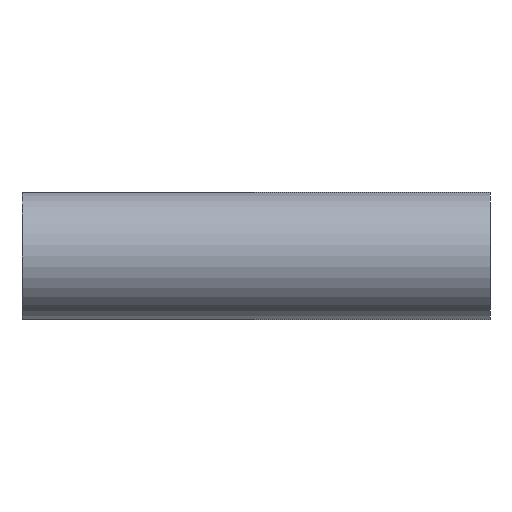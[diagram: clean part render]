
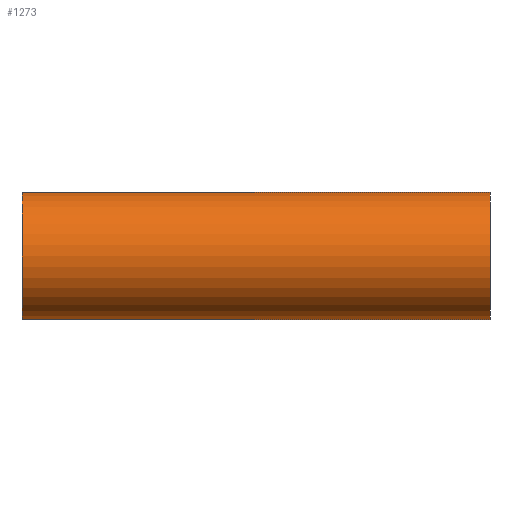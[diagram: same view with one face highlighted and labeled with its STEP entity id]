
A CAD part, left-side view. The second image highlights one B-rep face of the part: STEP entity #1273.
In plain terms, the highlighted cylindrical face has radius 9.5 mm (diameter 19 mm), a full revolution.
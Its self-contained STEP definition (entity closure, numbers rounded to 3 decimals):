
#985=CARTESIAN_POINT('',(0.,0.0,-9.5));
#986=VERTEX_POINT('',#985);
#994=CARTESIAN_POINT('',(0.,0.0,9.5));
#995=VERTEX_POINT('',#994);
#996=CARTESIAN_POINT('',(0.,0.0,0.0));
#997=DIRECTION('',(0.771,-0.637,0.));
#998=DIRECTION('',(0.637,0.771,0.0));
#999=AXIS2_PLACEMENT_3D('',#996,#997,#998);
#1000=ELLIPSE('',#999,14.916,9.5);
#1001=EDGE_CURVE('',#986,#995,#1000,.T.);
#1192=CARTESIAN_POINT('',(0.,0.0,0.0));
#1193=DIRECTION('',(0.771,0.637,0.));
#1194=DIRECTION('',(0.637,-0.771,0.0));
#1195=AXIS2_PLACEMENT_3D('',#1192,#1193,#1194);
#1196=ELLIPSE('',#1195,14.916,9.5);
#1197=EDGE_CURVE('',#995,#986,#1196,.T.);
#1242=CARTESIAN_POINT('',(0.,0.,0.0));
#1243=DIRECTION('',(0.,-1.0,0.0));
#1244=DIRECTION('',(1.0,0.0,0.0));
#1245=AXIS2_PLACEMENT_3D('',#1242,#1243,#1244);
#1246=CYLINDRICAL_SURFACE('',#1245,9.5);
#1247=CARTESIAN_POINT('',(9.5,-35.0,0.0));
#1248=VERTEX_POINT('',#1247);
#1249=CARTESIAN_POINT('',(0.,-35.0,0.0));
#1250=DIRECTION('',(0.0,-1.0,0.0));
#1251=DIRECTION('',(1.0,0.0,0.0));
#1252=AXIS2_PLACEMENT_3D('',#1249,#1250,#1251);
#1253=CIRCLE('',#1252,9.5);
#1254=EDGE_CURVE('',#1248,#1248,#1253,.T.);
#1255=ORIENTED_EDGE('',*,*,#1254,.F.);
#1256=EDGE_LOOP('',(#1255));
#1257=FACE_OUTER_BOUND('',#1256,.T.);
#1258=ORIENTED_EDGE('',*,*,#1001,.F.);
#1259=ORIENTED_EDGE('',*,*,#1197,.F.);
#1260=EDGE_LOOP('',(#1258,#1259));
#1261=FACE_BOUND('',#1260,.T.);
#1262=CARTESIAN_POINT('',(9.5,35.0,0.0));
#1263=VERTEX_POINT('',#1262);
#1264=CARTESIAN_POINT('',(0.,35.,0.0));
#1265=DIRECTION('',(0.0,-1.0,0.0));
#1266=DIRECTION('',(1.0,0.0,0.0));
#1267=AXIS2_PLACEMENT_3D('',#1264,#1265,#1266);
#1268=CIRCLE('',#1267,9.5);
#1269=EDGE_CURVE('',#1263,#1263,#1268,.T.);
#1270=ORIENTED_EDGE('',*,*,#1269,.T.);
#1271=EDGE_LOOP('',(#1270));
#1272=FACE_BOUND('',#1271,.T.);
#1273=ADVANCED_FACE('',(#1257,#1261,#1272),#1246,.T.);
